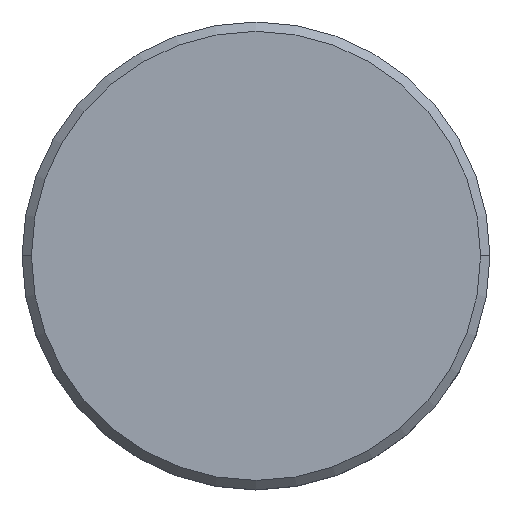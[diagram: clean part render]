
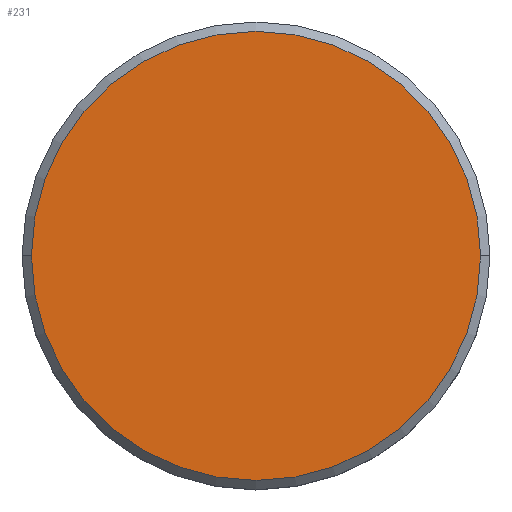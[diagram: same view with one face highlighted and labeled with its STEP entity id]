
A CAD part, top view. The second image highlights one B-rep face of the part: STEP entity #231.
In plain terms, the highlighted planar face has unit normal (0, 0, 1).
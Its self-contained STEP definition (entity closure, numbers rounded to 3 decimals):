
#27 = DIRECTION ( 'NONE',  ( 1., 0., 0. ) ) ;
#64 = PLANE ( 'NONE',  #1172 ) ;
#71 = AXIS2_PLACEMENT_3D ( 'NONE', #1136, #229, #411 ) ;
#120 = VERTEX_POINT ( 'NONE', #258 ) ;
#227 = FACE_OUTER_BOUND ( 'NONE', #1042, .T. ) ;
#229 = DIRECTION ( 'NONE',  ( 0., 0., 1. ) ) ;
#231 = ADVANCED_FACE ( 'NONE', ( #227 ), #64, .T. ) ;
#258 = CARTESIAN_POINT ( 'NONE',  ( -12., 0., 0. ) ) ;
#411 = DIRECTION ( 'NONE',  ( 1., 0., 0. ) ) ;
#414 = CIRCLE ( 'NONE', #979, 12. ) ;
#560 = ORIENTED_EDGE ( 'NONE', *, *, #820, .T. ) ;
#688 = DIRECTION ( 'NONE',  ( 0., 0., 1. ) ) ;
#704 = VERTEX_POINT ( 'NONE', #1076 ) ;
#820 = EDGE_CURVE ( 'NONE', #120, #704, #414, .T. ) ;
#823 = ORIENTED_EDGE ( 'NONE', *, *, #825, .T. ) ;
#825 = EDGE_CURVE ( 'NONE', #704, #120, #1070, .T. ) ;
#959 = CARTESIAN_POINT ( 'NONE',  ( 0., 0., 0. ) ) ;
#979 = AXIS2_PLACEMENT_3D ( 'NONE', #1113, #1039, #27 ) ;
#1038 = DIRECTION ( 'NONE',  ( 1., 0., 0. ) ) ;
#1039 = DIRECTION ( 'NONE',  ( 0., 0., 1. ) ) ;
#1042 = EDGE_LOOP ( 'NONE', ( #560, #823 ) ) ;
#1070 = CIRCLE ( 'NONE', #71, 12. ) ;
#1076 = CARTESIAN_POINT ( 'NONE',  ( 12., 0., 0. ) ) ;
#1113 = CARTESIAN_POINT ( 'NONE',  ( 0., 0., 0. ) ) ;
#1136 = CARTESIAN_POINT ( 'NONE',  ( 0., 0., 0. ) ) ;
#1172 = AXIS2_PLACEMENT_3D ( 'NONE', #959, #688, #1038 ) ;
